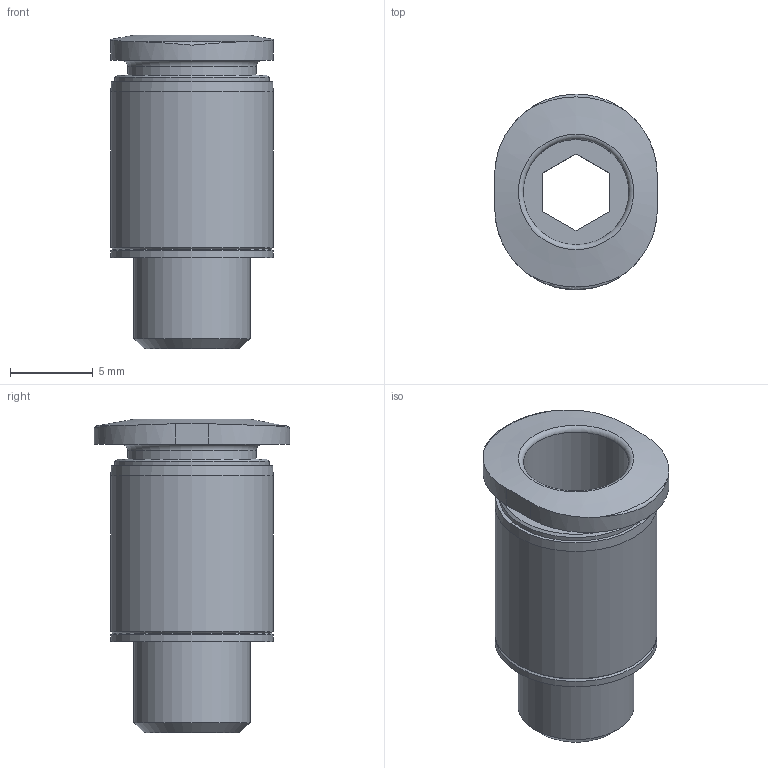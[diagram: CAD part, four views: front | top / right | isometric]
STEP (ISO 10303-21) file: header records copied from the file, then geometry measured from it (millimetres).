
FILE_DESCRIPTION(/* description */ ('QSM-I-U-M-Push-in fitting'),/* implementation_level */ '2;1');
FILE_NAME(/* name */ 'Pneumatics_Fitting_183740.ipt.step',/* time_stamp */ '2015-01-02T19:18:10-08:00',/* author */ ('Autodesk Inc.'),/* organization */ ('Autodesk Inc.'),/* preprocessor_version */ 'ST-DEVELOPER v15.6',/* originating_system */ 'Autodesk Inventor 2015',/* authorisation */ '');
FILE_SCHEMA (('AUTOMOTIVE_DESIGN { 1 0 10303 214 3 1 1 }'));
Length unit declared in the file: millimetre
Products named in the file (1): Pneumatics_Fitting_183740
Bounding box: 9.8 x 11.8 x 18.9 mm (x, y, z)
Volume: 736.6 mm3; surface area: 1057.2 mm2
Topology: 1 solids, 1 shells, 32 faces, 71 edges, 45 vertices
Faces by surface type: plane 14, cylinder 8, cone 6, torus 4
Full cylindrical faces by diameter (mm): 6.357 x1, 7 x1, 7.757 x1, 9.31 x1, 9.8 x2
Entity records: 895 total; most frequent: CARTESIAN_POINT 193, DIRECTION 134, ORIENTED_EDGE 112, EDGE_CURVE 56, AXIS2_PLACEMENT_3D 55, EDGE_LOOP 52, VERTEX_POINT 44, FACE_OUTER_BOUND 32
